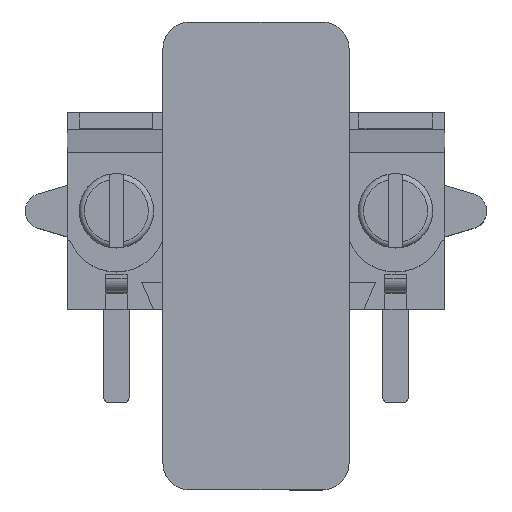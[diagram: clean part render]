
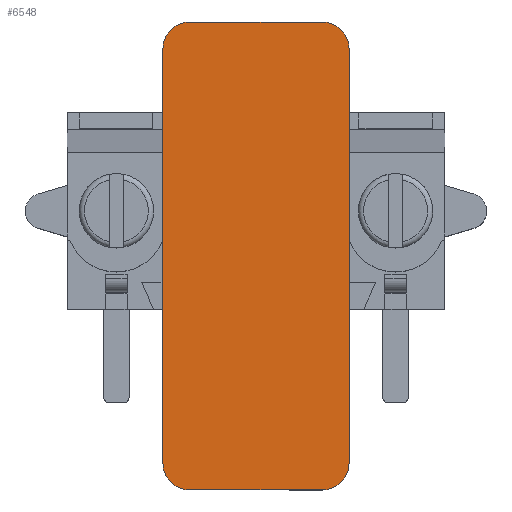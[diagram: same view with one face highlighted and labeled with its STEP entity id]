
A CAD part, top view. The second image highlights one B-rep face of the part: STEP entity #6548.
In plain terms, the highlighted planar face has unit normal (0, 0, 1).
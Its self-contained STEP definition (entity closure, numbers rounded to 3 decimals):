
#226=CIRCLE('',#7043,1.);
#227=CIRCLE('',#7044,1.);
#228=CIRCLE('',#7045,1.);
#229=CIRCLE('',#7046,1.);
#1918=ORIENTED_EDGE('',*,*,#2904,.F.);
#1919=ORIENTED_EDGE('',*,*,#2906,.T.);
#1920=ORIENTED_EDGE('',*,*,#2907,.T.);
#1921=ORIENTED_EDGE('',*,*,#2908,.T.);
#1922=ORIENTED_EDGE('',*,*,#2909,.T.);
#1923=ORIENTED_EDGE('',*,*,#2910,.T.);
#1924=ORIENTED_EDGE('',*,*,#2911,.F.);
#1925=ORIENTED_EDGE('',*,*,#2912,.T.);
#2904=EDGE_CURVE('',#3532,#3533,#4325,.T.);
#2906=EDGE_CURVE('',#3532,#3534,#226,.T.);
#2907=EDGE_CURVE('',#3534,#3535,#4327,.T.);
#2908=EDGE_CURVE('',#3535,#3536,#227,.T.);
#2909=EDGE_CURVE('',#3536,#3537,#4328,.T.);
#2910=EDGE_CURVE('',#3537,#3538,#228,.T.);
#2911=EDGE_CURVE('',#3539,#3538,#4329,.T.);
#2912=EDGE_CURVE('',#3539,#3533,#229,.T.);
#3532=VERTEX_POINT('',#10633);
#3533=VERTEX_POINT('',#10635);
#3534=VERTEX_POINT('',#10639);
#3535=VERTEX_POINT('',#10641);
#3536=VERTEX_POINT('',#10643);
#3537=VERTEX_POINT('',#10645);
#3538=VERTEX_POINT('',#10647);
#3539=VERTEX_POINT('',#10649);
#4325=LINE('',#10634,#5137);
#4327=LINE('',#10640,#5139);
#4328=LINE('',#10644,#5140);
#4329=LINE('',#10648,#5141);
#5137=VECTOR('',#8649,1000.);
#5139=VECTOR('',#8655,1000.);
#5140=VECTOR('',#8658,1000.);
#5141=VECTOR('',#8661,1000.);
#5547=EDGE_LOOP('',(#1918,#1919,#1920,#1921,#1922,#1923,#1924,#1925));
#5931=FACE_BOUND('',#5547,.T.);
#6218=PLANE('',#7042);
#6548=ADVANCED_FACE('',(#5931),#6218,.T.);
#7042=AXIS2_PLACEMENT_3D('',#10637,#8651,#8652);
#7043=AXIS2_PLACEMENT_3D('',#10638,#8653,#8654);
#7044=AXIS2_PLACEMENT_3D('',#10642,#8656,#8657);
#7045=AXIS2_PLACEMENT_3D('',#10646,#8659,#8660);
#7046=AXIS2_PLACEMENT_3D('',#10650,#8662,#8663);
#8649=DIRECTION('',(-1.,0.,0.));
#8651=DIRECTION('',(0.,0.,1.));
#8652=DIRECTION('',(1.,0.,0.));
#8653=DIRECTION('',(0.,0.,1.));
#8654=DIRECTION('',(1.,0.,0.));
#8655=DIRECTION('',(0.,1.,0.));
#8656=DIRECTION('',(0.,0.,1.));
#8657=DIRECTION('',(1.,0.,0.));
#8658=DIRECTION('',(-1.,0.,0.));
#8659=DIRECTION('',(0.,0.,1.));
#8660=DIRECTION('',(1.,0.,0.));
#8661=DIRECTION('',(0.,1.,0.));
#8662=DIRECTION('',(0.,0.,1.));
#8663=DIRECTION('',(1.,0.,0.));
#10633=CARTESIAN_POINT('',(6.,-7.1,4.993));
#10634=CARTESIAN_POINT('',(7.,-7.1,4.993));
#10635=CARTESIAN_POINT('',(1.,-7.1,4.993));
#10637=CARTESIAN_POINT('',(7.,-7.1,4.993));
#10638=CARTESIAN_POINT('',(6.,-6.1,4.993));
#10639=CARTESIAN_POINT('',(7.,-6.1,4.993));
#10640=CARTESIAN_POINT('',(7.,-7.1,4.993));
#10641=CARTESIAN_POINT('',(7.,9.5,4.993));
#10642=CARTESIAN_POINT('',(6.,9.5,4.993));
#10643=CARTESIAN_POINT('',(6.,10.5,4.993));
#10644=CARTESIAN_POINT('',(7.,10.5,4.993));
#10645=CARTESIAN_POINT('',(1.,10.5,4.993));
#10646=CARTESIAN_POINT('',(1.,9.5,4.993));
#10647=CARTESIAN_POINT('',(0.,9.5,4.993));
#10648=CARTESIAN_POINT('',(0.,-7.1,4.993));
#10649=CARTESIAN_POINT('',(0.,-6.1,4.993));
#10650=CARTESIAN_POINT('',(1.,-6.1,4.993));
